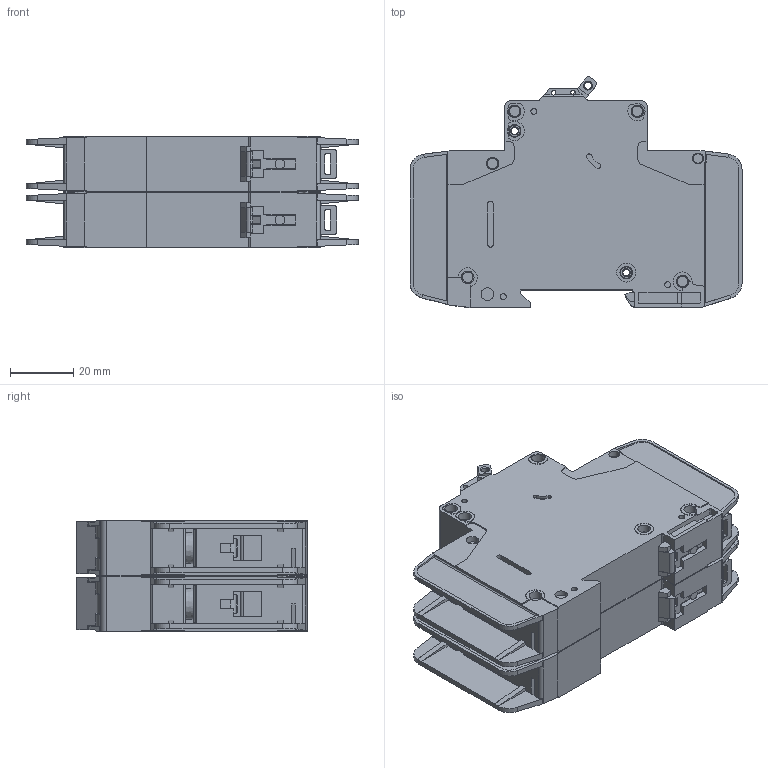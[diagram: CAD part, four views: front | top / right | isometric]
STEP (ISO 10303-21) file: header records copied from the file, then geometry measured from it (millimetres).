
FILE_DESCRIPTION (( 'STEP AP214' ), '1' );
FILE_NAME ('FAZ-D0P5-2-NA-L.step', '2019-10-23T17:28:25', ( '' ), ( '' ), 'SwSTEP 2.0', 'SolidWorks 2019', '' );
FILE_SCHEMA (( 'AUTOMOTIVE_DESIGN' ));
Length unit declared in the file: inch
Products named in the file (1): FAZ-D0P5-2-NA-L
Bounding box: 105 x 73.04 x 35.4 mm (x, y, z)
Volume: 153464.4 mm3; surface area: 52910 mm2
Topology: 2 solids, 12 shells, 2254 faces, 6190 edges, 4014 vertices
Faces by surface type: plane 1342, cylinder 714, bspline 100, cone 98
Entity records: 77065 total; most frequent: CARTESIAN_POINT 20511, ORIENTED_EDGE 12316, DIRECTION 11130, EDGE_CURVE 6158, VERTEX_POINT 4014, VECTOR 4008, LINE 4008, AXIS2_PLACEMENT_3D 3561
